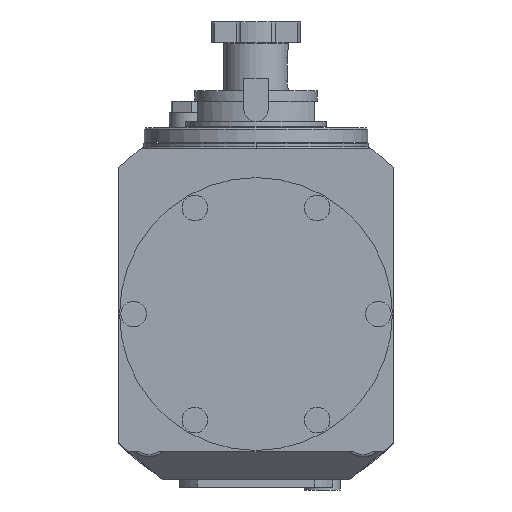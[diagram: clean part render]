
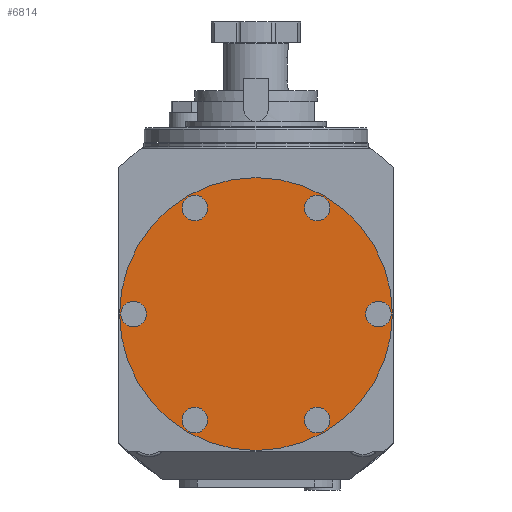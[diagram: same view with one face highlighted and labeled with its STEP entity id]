
A CAD part, left-side view. The second image highlights one B-rep face of the part: STEP entity #6814.
In plain terms, the highlighted planar face has unit normal (-1, 0, 0).
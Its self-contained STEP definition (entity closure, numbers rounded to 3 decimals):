
#685=CARTESIAN_POINT('',(-138.,0.,0.));
#686=DIRECTION('',(-1.,0.,0.));
#687=DIRECTION('',(0.,0.,1.));
#688=AXIS2_PLACEMENT_3D('',#685,#686,#687);
#694=CARTESIAN_POINT('',(-138.,0.,0.));
#695=DIRECTION('',(1.,0.,0.));
#696=DIRECTION('',(0.,0.,1.));
#697=AXIS2_PLACEMENT_3D('',#694,#695,#696);
#703=CARTESIAN_POINT('',(-138.,-24.,41.569));
#704=DIRECTION('',(1.,0.,0.));
#705=DIRECTION('',(0.,0.,1.));
#706=AXIS2_PLACEMENT_3D('',#703,#704,#705);
#708=CARTESIAN_POINT('',(-138.,-24.,41.569));
#709=DIRECTION('',(1.,0.,0.));
#710=DIRECTION('',(0.,0.,-1.));
#711=AXIS2_PLACEMENT_3D('',#708,#709,#710);
#713=CARTESIAN_POINT('',(-138.,24.,41.569));
#714=DIRECTION('',(1.,0.,0.));
#715=DIRECTION('',(0.,0.,1.));
#716=AXIS2_PLACEMENT_3D('',#713,#714,#715);
#718=CARTESIAN_POINT('',(-138.,24.,41.569));
#719=DIRECTION('',(1.,0.,0.));
#720=DIRECTION('',(0.,0.,-1.));
#721=AXIS2_PLACEMENT_3D('',#718,#719,#720);
#723=CARTESIAN_POINT('',(-138.,48.,0.));
#724=DIRECTION('',(1.,0.,0.));
#725=DIRECTION('',(0.,0.,1.));
#726=AXIS2_PLACEMENT_3D('',#723,#724,#725);
#728=CARTESIAN_POINT('',(-138.,48.,0.));
#729=DIRECTION('',(1.,0.,0.));
#730=DIRECTION('',(0.,0.,-1.));
#731=AXIS2_PLACEMENT_3D('',#728,#729,#730);
#733=CARTESIAN_POINT('',(-138.,24.,-41.569));
#734=DIRECTION('',(1.,0.,0.));
#735=DIRECTION('',(0.,0.,1.));
#736=AXIS2_PLACEMENT_3D('',#733,#734,#735);
#738=CARTESIAN_POINT('',(-138.,24.,-41.569));
#739=DIRECTION('',(1.,0.,0.));
#740=DIRECTION('',(0.,0.,-1.));
#741=AXIS2_PLACEMENT_3D('',#738,#739,#740);
#743=CARTESIAN_POINT('',(-138.,-24.,-41.569));
#744=DIRECTION('',(1.,0.,0.));
#745=DIRECTION('',(0.,0.,1.));
#746=AXIS2_PLACEMENT_3D('',#743,#744,#745);
#748=CARTESIAN_POINT('',(-138.,-24.,-41.569));
#749=DIRECTION('',(1.,0.,0.));
#750=DIRECTION('',(0.,0.,-1.));
#751=AXIS2_PLACEMENT_3D('',#748,#749,#750);
#753=CARTESIAN_POINT('',(-138.,-48.,0.));
#754=DIRECTION('',(1.,0.,0.));
#755=DIRECTION('',(0.,0.,1.));
#756=AXIS2_PLACEMENT_3D('',#753,#754,#755);
#758=CARTESIAN_POINT('',(-138.,-48.,0.));
#759=DIRECTION('',(1.,0.,0.));
#760=DIRECTION('',(0.,0.,-1.));
#761=AXIS2_PLACEMENT_3D('',#758,#759,#760);
#5620=CARTESIAN_POINT('',(-138.,0.,53.5));
#5621=CARTESIAN_POINT('',(-138.,0.,-53.5));
#5622=VERTEX_POINT('',#5620);
#5623=VERTEX_POINT('',#5621);
#5632=CARTESIAN_POINT('',(-138.,-24.,46.569));
#5633=CARTESIAN_POINT('',(-138.,-24.,36.569));
#5634=VERTEX_POINT('',#5632);
#5635=VERTEX_POINT('',#5633);
#5640=CARTESIAN_POINT('',(-138.,24.,46.569));
#5641=CARTESIAN_POINT('',(-138.,24.,36.569));
#5642=VERTEX_POINT('',#5640);
#5643=VERTEX_POINT('',#5641);
#5648=CARTESIAN_POINT('',(-138.,48.,5.));
#5649=CARTESIAN_POINT('',(-138.,48.,-5.));
#5650=VERTEX_POINT('',#5648);
#5651=VERTEX_POINT('',#5649);
#5656=CARTESIAN_POINT('',(-138.,24.,-36.569));
#5657=CARTESIAN_POINT('',(-138.,24.,-46.569));
#5658=VERTEX_POINT('',#5656);
#5659=VERTEX_POINT('',#5657);
#5664=CARTESIAN_POINT('',(-138.,-24.,-36.569));
#5665=CARTESIAN_POINT('',(-138.,-24.,-46.569));
#5666=VERTEX_POINT('',#5664);
#5667=VERTEX_POINT('',#5665);
#5672=CARTESIAN_POINT('',(-138.,-48.,5.));
#5673=CARTESIAN_POINT('',(-138.,-48.,-5.));
#5674=VERTEX_POINT('',#5672);
#5675=VERTEX_POINT('',#5673);
#6769=CARTESIAN_POINT('',(-138.,0.,0.));
#6770=DIRECTION('',(-1.,0.,0.));
#6771=DIRECTION('',(0.,0.,-1.));
#6772=AXIS2_PLACEMENT_3D('',#6769,#6770,#6771);
#6773=PLANE('',#6772);
#6774=ORIENTED_EDGE('',*,*,#6763,.T.);
#6775=ORIENTED_EDGE('',*,*,#6749,.F.);
#6776=EDGE_LOOP('',(#6774,#6775));
#6777=FACE_OUTER_BOUND('',#6776,.F.);
#6779=ORIENTED_EDGE('',*,*,#6778,.F.);
#6781=ORIENTED_EDGE('',*,*,#6780,.F.);
#6782=EDGE_LOOP('',(#6779,#6781));
#6783=FACE_BOUND('',#6782,.F.);
#6785=ORIENTED_EDGE('',*,*,#6784,.F.);
#6787=ORIENTED_EDGE('',*,*,#6786,.F.);
#6788=EDGE_LOOP('',(#6785,#6787));
#6789=FACE_BOUND('',#6788,.F.);
#6791=ORIENTED_EDGE('',*,*,#6790,.F.);
#6793=ORIENTED_EDGE('',*,*,#6792,.F.);
#6794=EDGE_LOOP('',(#6791,#6793));
#6795=FACE_BOUND('',#6794,.F.);
#6797=ORIENTED_EDGE('',*,*,#6796,.F.);
#6799=ORIENTED_EDGE('',*,*,#6798,.F.);
#6800=EDGE_LOOP('',(#6797,#6799));
#6801=FACE_BOUND('',#6800,.F.);
#6803=ORIENTED_EDGE('',*,*,#6802,.F.);
#6805=ORIENTED_EDGE('',*,*,#6804,.F.);
#6806=EDGE_LOOP('',(#6803,#6805));
#6807=FACE_BOUND('',#6806,.F.);
#6809=ORIENTED_EDGE('',*,*,#6808,.F.);
#6811=ORIENTED_EDGE('',*,*,#6810,.F.);
#6812=EDGE_LOOP('',(#6809,#6811));
#6813=FACE_BOUND('',#6812,.F.);
#6814=ADVANCED_FACE('',(#6777,#6783,#6789,#6795,#6801,#6807,#6813),#6773,.T.);
#689=CIRCLE('',#688,53.5);
#698=CIRCLE('',#697,53.5);
#707=CIRCLE('',#706,5.);
#712=CIRCLE('',#711,5.);
#717=CIRCLE('',#716,5.);
#722=CIRCLE('',#721,5.);
#727=CIRCLE('',#726,5.);
#732=CIRCLE('',#731,5.);
#737=CIRCLE('',#736,5.);
#742=CIRCLE('',#741,5.);
#747=CIRCLE('',#746,5.);
#752=CIRCLE('',#751,5.);
#757=CIRCLE('',#756,5.);
#762=CIRCLE('',#761,5.);
#6749=EDGE_CURVE('',#5622,#5623,#689,.T.);
#6763=EDGE_CURVE('',#5622,#5623,#698,.T.);
#6778=EDGE_CURVE('',#5634,#5635,#707,.T.);
#6780=EDGE_CURVE('',#5635,#5634,#712,.T.);
#6784=EDGE_CURVE('',#5642,#5643,#717,.T.);
#6786=EDGE_CURVE('',#5643,#5642,#722,.T.);
#6790=EDGE_CURVE('',#5650,#5651,#727,.T.);
#6792=EDGE_CURVE('',#5651,#5650,#732,.T.);
#6796=EDGE_CURVE('',#5658,#5659,#737,.T.);
#6798=EDGE_CURVE('',#5659,#5658,#742,.T.);
#6802=EDGE_CURVE('',#5666,#5667,#747,.T.);
#6804=EDGE_CURVE('',#5667,#5666,#752,.T.);
#6808=EDGE_CURVE('',#5674,#5675,#757,.T.);
#6810=EDGE_CURVE('',#5675,#5674,#762,.T.);
